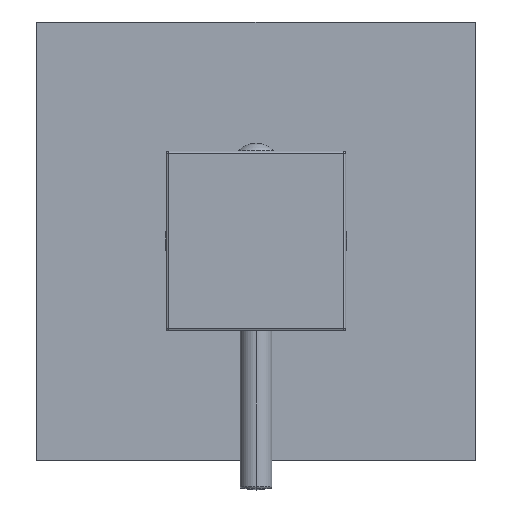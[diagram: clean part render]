
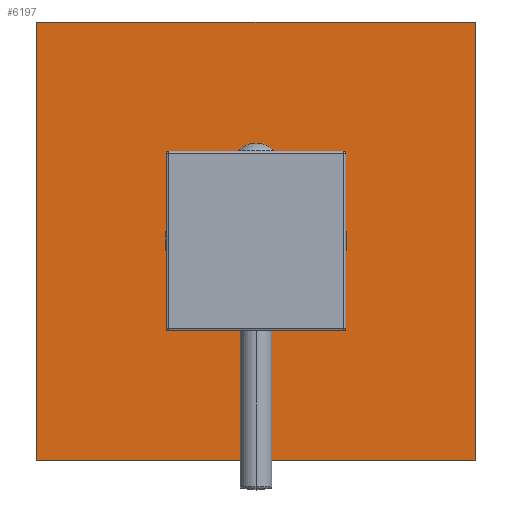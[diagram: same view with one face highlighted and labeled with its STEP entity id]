
A CAD part, top view. The second image highlights one B-rep face of the part: STEP entity #6197.
In plain terms, the highlighted planar face has unit normal (0, 0, 1).
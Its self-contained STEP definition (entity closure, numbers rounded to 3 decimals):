
#5305=DIRECTION('',(0.,1.,0.));
#5306=VECTOR('',#5305,110.);
#5307=CARTESIAN_POINT('',(55.,-55.,-2.));
#5308=LINE('',#5307,#5306);
#5309=DIRECTION('',(1.,0.,0.));
#5310=VECTOR('',#5309,110.);
#5311=CARTESIAN_POINT('',(-55.,-55.,-2.));
#5312=LINE('',#5311,#5310);
#5313=DIRECTION('',(0.,-1.,0.));
#5314=VECTOR('',#5313,110.);
#5315=CARTESIAN_POINT('',(-55.,55.,-2.));
#5316=LINE('',#5315,#5314);
#5317=DIRECTION('',(-1.,0.,0.));
#5318=VECTOR('',#5317,110.);
#5319=CARTESIAN_POINT('',(55.,55.,-2.));
#5320=LINE('',#5319,#5318);
#5321=CARTESIAN_POINT('',(0.,0.,-2.));
#5322=DIRECTION('',(0.,0.,-1.));
#5323=DIRECTION('',(-1.,0.,0.));
#5324=AXIS2_PLACEMENT_3D('',#5321,#5322,#5323);
#5326=CARTESIAN_POINT('',(0.,0.,-2.));
#5327=DIRECTION('',(0.,0.,-1.));
#5328=DIRECTION('',(1.,0.,0.));
#5329=AXIS2_PLACEMENT_3D('',#5326,#5327,#5328);
#5503=CARTESIAN_POINT('',(-22.8,0.,-2.));
#5504=CARTESIAN_POINT('',(22.8,0.,-2.));
#5505=VERTEX_POINT('',#5503);
#5506=VERTEX_POINT('',#5504);
#5507=CARTESIAN_POINT('',(55.,-55.,-2.));
#5508=CARTESIAN_POINT('',(55.,55.,-2.));
#5509=VERTEX_POINT('',#5507);
#5510=VERTEX_POINT('',#5508);
#5511=CARTESIAN_POINT('',(-55.,55.,-2.));
#5512=VERTEX_POINT('',#5511);
#5513=CARTESIAN_POINT('',(-55.,-55.,-2.));
#5514=VERTEX_POINT('',#5513);
#6180=CARTESIAN_POINT('',(0.,0.,-2.));
#6181=DIRECTION('',(0.,0.,1.));
#6182=DIRECTION('',(-1.,0.,0.));
#6183=AXIS2_PLACEMENT_3D('',#6180,#6181,#6182);
#6184=PLANE('',#6183);
#6185=ORIENTED_EDGE('',*,*,#5967,.F.);
#6186=ORIENTED_EDGE('',*,*,#5996,.F.);
#6187=ORIENTED_EDGE('',*,*,#6123,.F.);
#6188=ORIENTED_EDGE('',*,*,#6148,.F.);
#6189=EDGE_LOOP('',(#6185,#6186,#6187,#6188));
#6190=FACE_OUTER_BOUND('',#6189,.F.);
#6192=ORIENTED_EDGE('',*,*,#6191,.F.);
#6194=ORIENTED_EDGE('',*,*,#6193,.F.);
#6195=EDGE_LOOP('',(#6192,#6194));
#6196=FACE_BOUND('',#6195,.F.);
#6197=ADVANCED_FACE('',(#6190,#6196),#6184,.T.);
#5325=CIRCLE('',#5324,22.8);
#5330=CIRCLE('',#5329,22.8);
#5967=EDGE_CURVE('',#5509,#5510,#5308,.T.);
#5996=EDGE_CURVE('',#5514,#5509,#5312,.T.);
#6123=EDGE_CURVE('',#5512,#5514,#5316,.T.);
#6148=EDGE_CURVE('',#5510,#5512,#5320,.T.);
#6191=EDGE_CURVE('',#5505,#5506,#5325,.T.);
#6193=EDGE_CURVE('',#5506,#5505,#5330,.T.);
